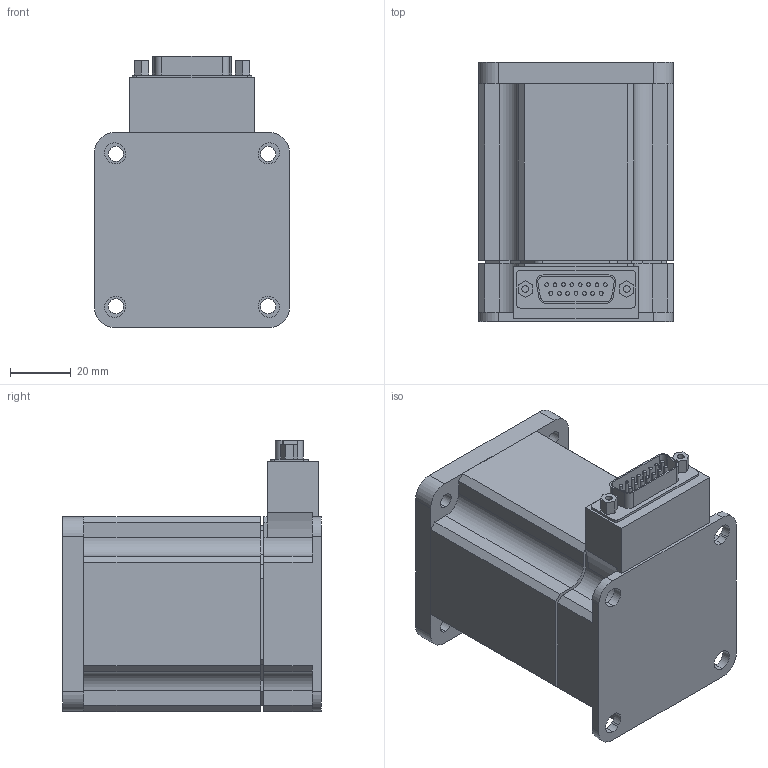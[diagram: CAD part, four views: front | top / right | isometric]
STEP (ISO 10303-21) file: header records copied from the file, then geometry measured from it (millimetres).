
FILE_DESCRIPTION (( 'STEP AP203' ), '1' );
FILE_NAME ('VSR40x-T3A.step', '2023-05-17T23:17:08', ( '' ), ( '' ), 'SwSTEP 2.0', 'SolidWorks 2019', '' );
FILE_SCHEMA (( 'CONFIG_CONTROL_DESIGN' ));
Length unit declared in the file: millimetre
Products named in the file (3): VSR_base^VSR_VSR40-T3A; VSR_top^VSR_VSR40; VSR40x-T3A
Assembly tree (2 placements, depth 2):
  VSR40x-T3A
    VSR_base^VSR_VSR40-T3A
    VSR_top^VSR_VSR40
Bounding box: 64 x 85 x 89 mm (x, y, z)
Volume: 293229.3 mm3; surface area: 69423.5 mm2
Topology: 14 solids, 14 shells, 433 faces, 1060 edges, 706 vertices
Faces by surface type: plane 259, cylinder 174
Entity records: 13155 total; most frequent: DIRECTION 2284, CARTESIAN_POINT 2204, ORIENTED_EDGE 2120, EDGE_CURVE 1060, AXIS2_PLACEMENT_3D 786, VECTOR 712, LINE 712, VERTEX_POINT 706
